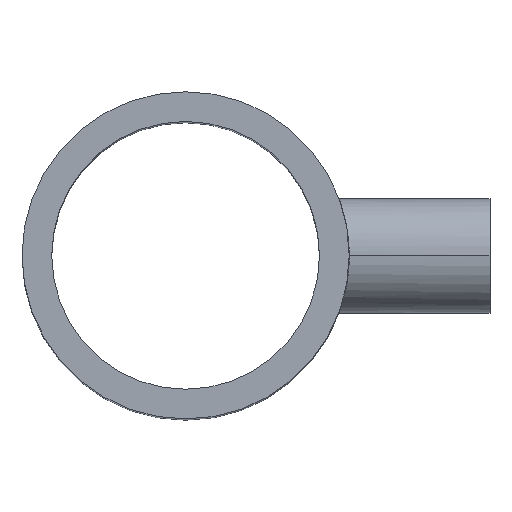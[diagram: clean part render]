
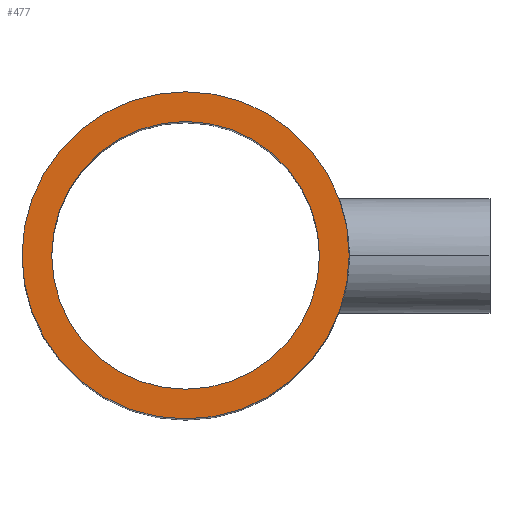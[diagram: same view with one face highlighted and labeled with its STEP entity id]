
A CAD part, top view. The second image highlights one B-rep face of the part: STEP entity #477.
In plain terms, the highlighted planar face has unit normal (0, 0, 1).
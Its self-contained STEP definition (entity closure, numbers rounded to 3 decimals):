
#6 = DIRECTION ( 'NONE',  ( 1., 0., 0. ) ) ;
#25 = CARTESIAN_POINT ( 'NONE',  ( 0., 0., 356. ) ) ;
#31 = CARTESIAN_POINT ( 'NONE',  ( -128.9, 0., 356. ) ) ;
#42 = AXIS2_PLACEMENT_3D ( 'NONE', #242, #403, #376 ) ;
#44 = CARTESIAN_POINT ( 'NONE',  ( 128.9, 0., 356. ) ) ;
#54 = PLANE ( 'NONE',  #569 ) ;
#68 = DIRECTION ( 'NONE',  ( 0., 0., 1. ) ) ;
#91 = CIRCLE ( 'NONE', #509, 128.9 ) ;
#120 = VERTEX_POINT ( 'NONE', #520 ) ;
#128 = VERTEX_POINT ( 'NONE', #475 ) ;
#180 = EDGE_LOOP ( 'NONE', ( #638, #538 ) ) ;
#183 = CIRCLE ( 'NONE', #42, 128.9 ) ;
#197 = FACE_OUTER_BOUND ( 'NONE', #180, .T. ) ;
#242 = CARTESIAN_POINT ( 'NONE',  ( 0., 0., 356. ) ) ;
#249 = DIRECTION ( 'NONE',  ( 1., 0., 0. ) ) ;
#261 = CARTESIAN_POINT ( 'NONE',  ( 0., 0., 356. ) ) ;
#281 = VERTEX_POINT ( 'NONE', #31 ) ;
#286 = EDGE_CURVE ( 'NONE', #646, #281, #91, .T. ) ;
#303 = AXIS2_PLACEMENT_3D ( 'NONE', #25, #68, #383 ) ;
#305 = EDGE_CURVE ( 'NONE', #128, #120, #596, .T. ) ;
#336 = ORIENTED_EDGE ( 'NONE', *, *, #286, .F. ) ;
#351 = CARTESIAN_POINT ( 'NONE',  ( 0., 0., 356. ) ) ;
#364 = DIRECTION ( 'NONE',  ( 0., 0., 1. ) ) ;
#376 = DIRECTION ( 'NONE',  ( 1., 0., 0. ) ) ;
#378 = CIRCLE ( 'NONE', #602, 157.5 ) ;
#383 = DIRECTION ( 'NONE',  ( 1., 0., 0. ) ) ;
#403 = DIRECTION ( 'NONE',  ( 0., 0., 1. ) ) ;
#437 = DIRECTION ( 'NONE',  ( 0., 0., 1. ) ) ;
#470 = DIRECTION ( 'NONE',  ( 0., 0., 1. ) ) ;
#475 = CARTESIAN_POINT ( 'NONE',  ( 157.5, 0., 356. ) ) ;
#477 = ADVANCED_FACE ( 'NONE', ( #197, #519 ), #54, .T. ) ;
#481 = CARTESIAN_POINT ( 'NONE',  ( 0., 0., 356. ) ) ;
#509 = AXIS2_PLACEMENT_3D ( 'NONE', #481, #437, #533 ) ;
#516 = EDGE_CURVE ( 'NONE', #281, #646, #183, .T. ) ;
#519 = FACE_BOUND ( 'NONE', #630, .T. ) ;
#520 = CARTESIAN_POINT ( 'NONE',  ( -157.5, 0., 356. ) ) ;
#533 = DIRECTION ( 'NONE',  ( 1., 0., 0. ) ) ;
#538 = ORIENTED_EDGE ( 'NONE', *, *, #305, .T. ) ;
#569 = AXIS2_PLACEMENT_3D ( 'NONE', #261, #470, #6 ) ;
#596 = CIRCLE ( 'NONE', #303, 157.5 ) ;
#602 = AXIS2_PLACEMENT_3D ( 'NONE', #351, #364, #249 ) ;
#630 = EDGE_LOOP ( 'NONE', ( #635, #336 ) ) ;
#635 = ORIENTED_EDGE ( 'NONE', *, *, #516, .F. ) ;
#638 = ORIENTED_EDGE ( 'NONE', *, *, #661, .T. ) ;
#646 = VERTEX_POINT ( 'NONE', #44 ) ;
#661 = EDGE_CURVE ( 'NONE', #120, #128, #378, .T. ) ;
